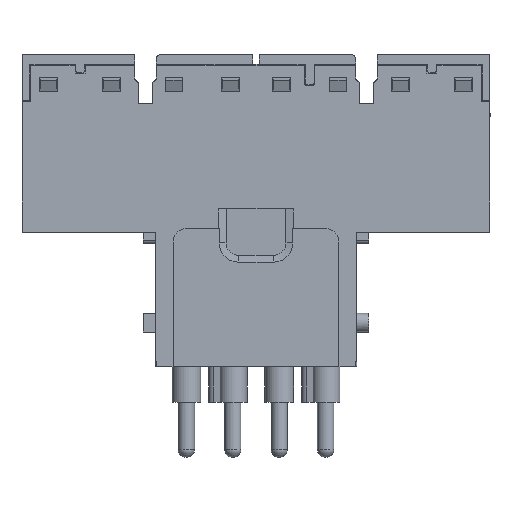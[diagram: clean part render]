
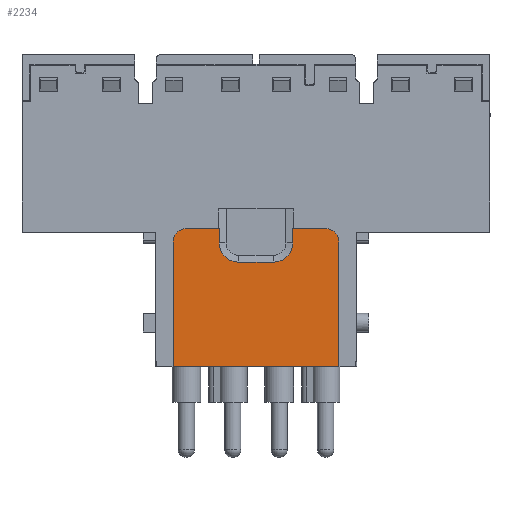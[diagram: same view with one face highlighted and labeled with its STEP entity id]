
A CAD part, left-side view. The second image highlights one B-rep face of the part: STEP entity #2234.
In plain terms, the highlighted planar face has unit normal (-1, 0, 0).
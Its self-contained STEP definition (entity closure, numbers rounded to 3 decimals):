
#2150=AXIS2_PLACEMENT_3D('Plane Axis2P3D',#2147,#2148,#2149) ;
#2154=AXIS2_PLACEMENT_3D('Circle Axis2P3D',#2152,#2153,$) ;
#2175=AXIS2_PLACEMENT_3D('Circle Axis2P3D',#2173,#2174,$) ;
#2189=AXIS2_PLACEMENT_3D('Circle Axis2P3D',#2187,#2188,$) ;
#2210=AXIS2_PLACEMENT_3D('Circle Axis2P3D',#2208,#2209,$) ;
#148=CARTESIAN_POINT('Vertex',(0.02,22.75,13.7)) ;
#151=CARTESIAN_POINT('Line Origine',(0.02,35.25,13.7)) ;
#155=CARTESIAN_POINT('Vertex',(0.02,47.75,13.7)) ;
#2132=CARTESIAN_POINT('Vertex',(0.02,22.75,32.45)) ;
#2135=CARTESIAN_POINT('Line Origine',(0.02,22.75,23.075)) ;
#2147=CARTESIAN_POINT('Axis2P3D Location',(0.02,35.25,33.8)) ;
#2152=CARTESIAN_POINT('Axis2P3D Location',(0.02,24.75,32.45)) ;
#2156=CARTESIAN_POINT('Vertex',(0.02,24.75,34.45)) ;
#2159=CARTESIAN_POINT('Line Origine',(0.02,27.24,34.45)) ;
#2163=CARTESIAN_POINT('Vertex',(0.02,29.729,34.45)) ;
#2166=CARTESIAN_POINT('Line Origine',(0.02,29.729,33.383)) ;
#2170=CARTESIAN_POINT('Vertex',(0.02,29.729,32.316)) ;
#2173=CARTESIAN_POINT('Axis2P3D Location',(0.02,32.616,32.316)) ;
#2177=CARTESIAN_POINT('Vertex',(0.02,32.616,29.429)) ;
#2180=CARTESIAN_POINT('Line Origine',(0.02,35.25,29.429)) ;
#2184=CARTESIAN_POINT('Vertex',(0.02,37.884,29.429)) ;
#2187=CARTESIAN_POINT('Axis2P3D Location',(0.02,37.884,32.316)) ;
#2191=CARTESIAN_POINT('Vertex',(0.02,40.771,32.316)) ;
#2194=CARTESIAN_POINT('Line Origine',(0.02,40.771,33.383)) ;
#2198=CARTESIAN_POINT('Vertex',(0.02,40.771,34.45)) ;
#2201=CARTESIAN_POINT('Line Origine',(0.02,43.26,34.45)) ;
#2205=CARTESIAN_POINT('Vertex',(0.02,45.75,34.45)) ;
#2208=CARTESIAN_POINT('Axis2P3D Location',(0.02,45.75,32.45)) ;
#2212=CARTESIAN_POINT('Vertex',(0.02,47.75,32.45)) ;
#2215=CARTESIAN_POINT('Line Origine',(0.02,47.75,23.075)) ;
#152=DIRECTION('Vector Direction',(0.,1.,0.)) ;
#2136=DIRECTION('Vector Direction',(0.,0.,1.)) ;
#2148=DIRECTION('Axis2P3D Direction',(1.,0.,0.)) ;
#2149=DIRECTION('Axis2P3D XDirection',(0.,1.,0.)) ;
#2153=DIRECTION('Axis2P3D Direction',(1.,0.,0.)) ;
#2160=DIRECTION('Vector Direction',(0.,1.,0.)) ;
#2167=DIRECTION('Vector Direction',(0.,0.,1.)) ;
#2174=DIRECTION('Axis2P3D Direction',(1.,0.,0.)) ;
#2181=DIRECTION('Vector Direction',(0.,-1.,0.)) ;
#2188=DIRECTION('Axis2P3D Direction',(1.,0.,0.)) ;
#2195=DIRECTION('Vector Direction',(0.,0.,1.)) ;
#2202=DIRECTION('Vector Direction',(0.,1.,0.)) ;
#2209=DIRECTION('Axis2P3D Direction',(1.,0.,0.)) ;
#2216=DIRECTION('Vector Direction',(0.,0.,-1.)) ;
#153=VECTOR('Line Direction',#152,1.) ;
#2137=VECTOR('Line Direction',#2136,1.) ;
#2161=VECTOR('Line Direction',#2160,1.) ;
#2168=VECTOR('Line Direction',#2167,1.) ;
#2182=VECTOR('Line Direction',#2181,1.) ;
#2196=VECTOR('Line Direction',#2195,1.) ;
#2203=VECTOR('Line Direction',#2202,1.) ;
#2217=VECTOR('Line Direction',#2216,1.) ;
#2221=ORIENTED_EDGE('',*,*,#2139,.T.) ;
#2222=ORIENTED_EDGE('',*,*,#2158,.T.) ;
#2223=ORIENTED_EDGE('',*,*,#2165,.T.) ;
#2224=ORIENTED_EDGE('',*,*,#2172,.F.) ;
#2225=ORIENTED_EDGE('',*,*,#2179,.T.) ;
#2226=ORIENTED_EDGE('',*,*,#2186,.F.) ;
#2227=ORIENTED_EDGE('',*,*,#2193,.T.) ;
#2228=ORIENTED_EDGE('',*,*,#2200,.T.) ;
#2229=ORIENTED_EDGE('',*,*,#2207,.T.) ;
#2230=ORIENTED_EDGE('',*,*,#2214,.T.) ;
#2231=ORIENTED_EDGE('',*,*,#2219,.T.) ;
#2232=ORIENTED_EDGE('',*,*,#157,.F.) ;
#2234=ADVANCED_FACE('Hauptk\X2\00F6\X0\rper',(#2233),#2151,.F.) ;
#2155=CIRCLE('generated circle',#2154,2.) ;
#2176=CIRCLE('generated circle',#2175,2.887) ;
#2190=CIRCLE('generated circle',#2189,2.887) ;
#2211=CIRCLE('generated circle',#2210,2.) ;
#157=EDGE_CURVE('',#149,#156,#154,.T.) ;
#2139=EDGE_CURVE('',#149,#2133,#2138,.T.) ;
#2158=EDGE_CURVE('',#2133,#2157,#2155,.F.) ;
#2165=EDGE_CURVE('',#2157,#2164,#2162,.T.) ;
#2172=EDGE_CURVE('',#2171,#2164,#2169,.T.) ;
#2179=EDGE_CURVE('',#2171,#2178,#2176,.T.) ;
#2186=EDGE_CURVE('',#2185,#2178,#2183,.T.) ;
#2193=EDGE_CURVE('',#2185,#2192,#2190,.T.) ;
#2200=EDGE_CURVE('',#2192,#2199,#2197,.T.) ;
#2207=EDGE_CURVE('',#2199,#2206,#2204,.T.) ;
#2214=EDGE_CURVE('',#2206,#2213,#2211,.F.) ;
#2219=EDGE_CURVE('',#2213,#156,#2218,.T.) ;
#2220=EDGE_LOOP('',(#2221,#2222,#2223,#2224,#2225,#2226,#2227,#2228,#2229,#2230,#2231,#2232)) ;
#2233=FACE_OUTER_BOUND('',#2220,.T.) ;
#154=LINE('Line',#151,#153) ;
#2138=LINE('Line',#2135,#2137) ;
#2162=LINE('Line',#2159,#2161) ;
#2169=LINE('Line',#2166,#2168) ;
#2183=LINE('Line',#2180,#2182) ;
#2197=LINE('Line',#2194,#2196) ;
#2204=LINE('Line',#2201,#2203) ;
#2218=LINE('Line',#2215,#2217) ;
#2151=PLANE('',#2150) ;
#149=VERTEX_POINT('',#148) ;
#156=VERTEX_POINT('',#155) ;
#2133=VERTEX_POINT('',#2132) ;
#2157=VERTEX_POINT('',#2156) ;
#2164=VERTEX_POINT('',#2163) ;
#2171=VERTEX_POINT('',#2170) ;
#2178=VERTEX_POINT('',#2177) ;
#2185=VERTEX_POINT('',#2184) ;
#2192=VERTEX_POINT('',#2191) ;
#2199=VERTEX_POINT('',#2198) ;
#2206=VERTEX_POINT('',#2205) ;
#2213=VERTEX_POINT('',#2212) ;
